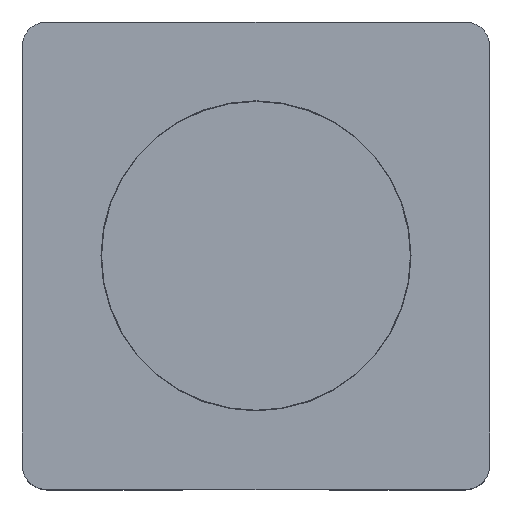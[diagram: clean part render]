
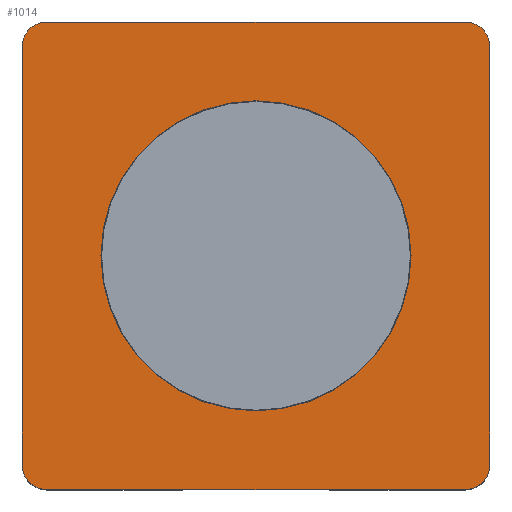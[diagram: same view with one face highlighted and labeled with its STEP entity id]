
A CAD part, top view. The second image highlights one B-rep face of the part: STEP entity #1014.
In plain terms, the highlighted planar face has unit normal (0, 0, 1).
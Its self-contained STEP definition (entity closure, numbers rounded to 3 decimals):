
#24=FACE_BOUND('',#325,.T.);
#51=PLANE('',#1105);
#68=LINE('',#2698,#142);
#89=LINE('',#2752,#163);
#108=LINE('',#3635,#182);
#110=LINE('',#3639,#184);
#142=VECTOR('',#1195,1000.);
#163=VECTOR('',#1244,1000.);
#182=VECTOR('',#1307,1000.);
#184=VECTOR('',#1311,1000.);
#262=FACE_OUTER_BOUND('',#324,.T.);
#324=EDGE_LOOP('',(#796,#797,#798,#799,#800,#801,#802,#803));
#325=EDGE_LOOP('',(#804,#805));
#363=CIRCLE('',#1066,0.2);
#365=CIRCLE('',#1072,0.2);
#380=CIRCLE('',#1106,0.2);
#381=CIRCLE('',#1107,0.2);
#382=CIRCLE('',#1108,1.26);
#383=CIRCLE('',#1109,1.26);
#432=VERTEX_POINT('',#2688);
#433=VERTEX_POINT('',#2690);
#435=VERTEX_POINT('',#2696);
#444=VERTEX_POINT('',#2719);
#454=VERTEX_POINT('',#2750);
#473=VERTEX_POINT('',#3632);
#474=VERTEX_POINT('',#3634);
#475=VERTEX_POINT('',#3638);
#476=VERTEX_POINT('',#3645);
#477=VERTEX_POINT('',#3646);
#525=EDGE_CURVE('',#433,#432,#363,.T.);
#529=EDGE_CURVE('',#432,#435,#68,.T.);
#540=EDGE_CURVE('',#435,#444,#365,.T.);
#556=EDGE_CURVE('',#444,#454,#89,.T.);
#593=EDGE_CURVE('',#474,#473,#108,.T.);
#595=EDGE_CURVE('',#475,#433,#110,.T.);
#598=EDGE_CURVE('',#454,#474,#380,.T.);
#599=EDGE_CURVE('',#473,#475,#381,.T.);
#600=EDGE_CURVE('',#476,#477,#382,.T.);
#601=EDGE_CURVE('',#477,#476,#383,.T.);
#796=ORIENTED_EDGE('',*,*,#595,.T.);
#797=ORIENTED_EDGE('',*,*,#525,.T.);
#798=ORIENTED_EDGE('',*,*,#529,.T.);
#799=ORIENTED_EDGE('',*,*,#540,.T.);
#800=ORIENTED_EDGE('',*,*,#556,.T.);
#801=ORIENTED_EDGE('',*,*,#598,.T.);
#802=ORIENTED_EDGE('',*,*,#593,.T.);
#803=ORIENTED_EDGE('',*,*,#599,.T.);
#804=ORIENTED_EDGE('',*,*,#600,.T.);
#805=ORIENTED_EDGE('',*,*,#601,.T.);
#1014=ADVANCED_FACE('',(#262,#24),#51,.T.);
#1066=AXIS2_PLACEMENT_3D('',#2691,#1188,#1189);
#1072=AXIS2_PLACEMENT_3D('',#2721,#1213,#1214);
#1105=AXIS2_PLACEMENT_3D('',#3642,#1314,#1315);
#1106=AXIS2_PLACEMENT_3D('',#3643,#1316,#1317);
#1107=AXIS2_PLACEMENT_3D('',#3644,#1318,#1319);
#1108=AXIS2_PLACEMENT_3D('',#3647,#1320,#1321);
#1109=AXIS2_PLACEMENT_3D('',#3648,#1322,#1323);
#1188=DIRECTION('center_axis',(0.,0.,1.));
#1189=DIRECTION('ref_axis',(-1.,0.,0.));
#1195=DIRECTION('',(0.,-1.,0.));
#1213=DIRECTION('center_axis',(0.,0.,1.));
#1214=DIRECTION('ref_axis',(-1.,0.,0.));
#1244=DIRECTION('',(1.,0.,0.));
#1307=DIRECTION('',(0.,1.,0.));
#1311=DIRECTION('',(-1.,0.,0.));
#1314=DIRECTION('center_axis',(0.,0.,1.));
#1315=DIRECTION('ref_axis',(-1.,0.,0.));
#1316=DIRECTION('center_axis',(0.,0.,1.));
#1317=DIRECTION('ref_axis',(-1.,0.,0.));
#1318=DIRECTION('center_axis',(0.,0.,1.));
#1319=DIRECTION('ref_axis',(-1.,0.,0.));
#1320=DIRECTION('center_axis',(0.,0.,-1.));
#1321=DIRECTION('ref_axis',(0.,-1.,0.));
#1322=DIRECTION('center_axis',(0.,0.,-1.));
#1323=DIRECTION('ref_axis',(0.,-1.,0.));
#2688=CARTESIAN_POINT('',(-1.842,1.67,1.65));
#2690=CARTESIAN_POINT('',(-1.642,1.87,1.65));
#2691=CARTESIAN_POINT('Origin',(-1.642,1.67,1.65));
#2696=CARTESIAN_POINT('',(-1.842,-1.73,1.65));
#2698=CARTESIAN_POINT('',(-1.842,1.87,1.65));
#2719=CARTESIAN_POINT('',(-1.642,-1.93,1.65));
#2721=CARTESIAN_POINT('Origin',(-1.642,-1.73,1.65));
#2750=CARTESIAN_POINT('',(1.758,-1.93,1.65));
#2752=CARTESIAN_POINT('',(-1.842,-1.93,1.65));
#3632=CARTESIAN_POINT('',(1.958,1.67,1.65));
#3634=CARTESIAN_POINT('',(1.958,-1.73,1.65));
#3635=CARTESIAN_POINT('',(1.958,-1.93,1.65));
#3638=CARTESIAN_POINT('',(1.758,1.87,1.65));
#3639=CARTESIAN_POINT('',(1.958,1.87,1.65));
#3642=CARTESIAN_POINT('Origin',(1.958,1.87,1.65));
#3643=CARTESIAN_POINT('Origin',(1.758,-1.73,1.65));
#3644=CARTESIAN_POINT('Origin',(1.758,1.67,1.65));
#3645=CARTESIAN_POINT('',(0.058,-1.29,1.65));
#3646=CARTESIAN_POINT('',(1.318,-0.03,1.65));
#3647=CARTESIAN_POINT('Origin',(0.058,-0.03,
1.65));
#3648=CARTESIAN_POINT('Origin',(0.058,-0.03,
1.65));
